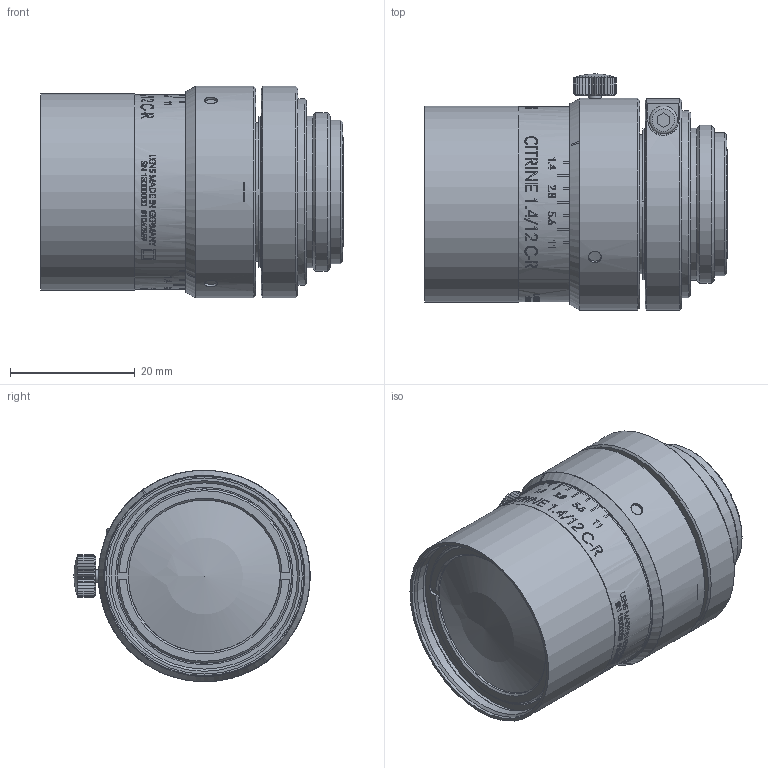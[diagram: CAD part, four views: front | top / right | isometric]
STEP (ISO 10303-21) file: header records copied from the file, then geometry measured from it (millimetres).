
FILE_DESCRIPTION(/* description */ (''),/* implementation_level */ '2;1');
FILE_NAME(/* name */ '1062859_00165414_001.stp',/* time_stamp */ '2021-10-14T14:56:12+02:00',/* author */ (''),/* organization */ (''),/* preprocessor_version */ 'ST-DEVELOPER v16',/* originating_system */ 'SIEMENS PLM Software NX 10.0',/* authorisation */ '');
FILE_SCHEMA (('AP203_CONFIGURATION_CONTROLLED_3D_DESIGN_OF_MECHANICAL_PARTS_AND_ASSEMBLIES_MIM_LF { 1 0 10303 403 2 1 2}'));
Length unit declared in the file: millimetre
Products named in the file (1): Froe50D48B97yhdh
Bounding box: 48.53 x 37.94 x 34 mm (x, y, z)
Volume: 34014.4 mm3; surface area: 14478.4 mm2
Topology: 1 solids, 10 shells, 589 faces, 1947 edges, 1518 vertices
Faces by surface type: plane 260, cylinder 260, cone 55, torus 11, sphere 2, revolution 1
Full cylindrical faces by diameter (mm): 1 x2, 1.1 x1, 1.7 x3, 1.9 x3, 2 x1, 2.05 x3, 2.5 x1, 2.7 x3, 12.7 x1, 18.3 x2, 19.5 x1, 20 x1, 22.3 x1, 23 x2, 23.9 x1, 24.4 x2, 24.5 x1, 24.6 x1, 25 x1, 25.05 x1, 25.4 x1, 26.318 x1, 27 x1, 27.622 x1, 28 x2, 28.5 x1, 29.8 x1, 29.9 x1, 30 x1, 30.6 x3
Entity records: 24221 total; most frequent: CARTESIAN_POINT 8455, ORIENTED_EDGE 3635, DIRECTION 2504, EDGE_CURVE 1837, VERTEX_POINT 1494, AXIS2_PLACEMENT_3D 1016, B_SPLINE_CURVE_WITH_KNOTS 902, EDGE_LOOP 855
